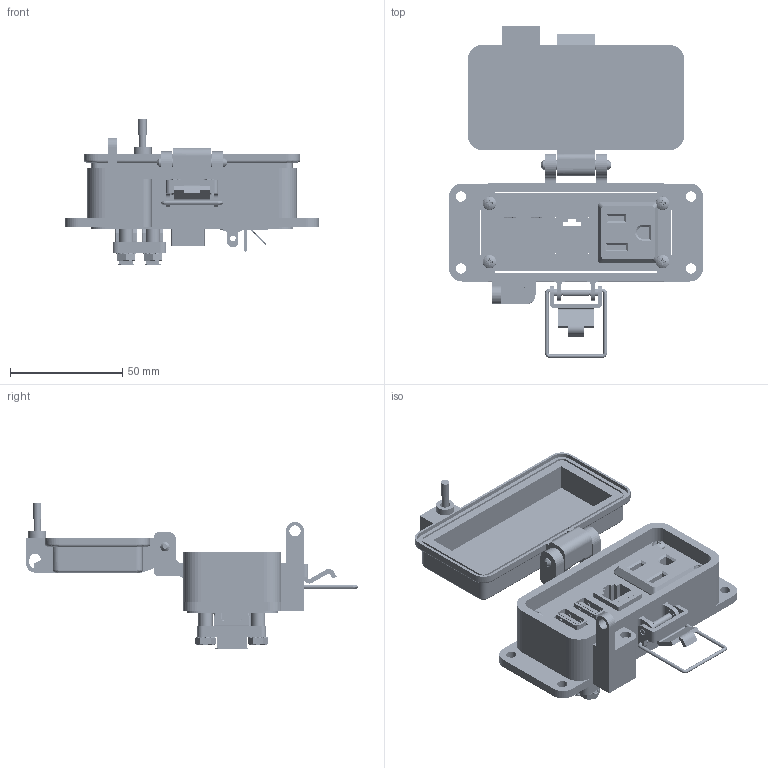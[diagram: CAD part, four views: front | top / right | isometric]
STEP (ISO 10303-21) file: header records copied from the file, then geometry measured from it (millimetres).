
FILE_DESCRIPTION (( 'STEP AP203' ), '1' );
FILE_NAME ('P-P22#2R2-F2R0_3D.STEP', '2019-09-17T17:37:14', ( '' ), ( '' ), 'SwSTEP 2.0', 'SolidWorks 2019', '' );
FILE_SCHEMA (( 'CONFIG_CONTROL_DESIGN' ));
Length unit declared in the file: millimetre
Products named in the file (19): P22; R; Z-H-F2_B; 92005A124_METRIC PAN HEAD PHILLIPS MACHINE SCREW_92005A124; P-P22#2R2-F2R0_3D; Z-300-RJ45CAT5; P-P22#2R2-F2R0_TP060_1; Z-300-USB-A-FF; 632FH_1-1_4-IN; Z-200-OTLT-R0SQ; Z-001-SPR_3_4; P-P22#2R2-F2R0_FP060_1; P-P22#2R2-F2R0_TP180_2; -F2; Z-002-632516HN_90675A007; Z-000-4243316TFP; R2; P-P22#2R2-F2R0_BP180_1
Assembly tree (31 placements, depth 3):
  P-P22#2R2-F2R0_3D
    P-P22#2R2-F2R0_BP180_1
    P-P22#2R2-F2R0_TP060_1
    Z-000-4243316TFP
    P22
      Z-300-USB-A-FF
    P22
      Z-300-USB-A-FF
    P-P22#2R2-F2R0_TP180_2
    632FH_1-1_4-IN  x4
    Z-002-632516HN_90675A007  x4
    Z-001-SPR_3_4  x4
    P-P22#2R2-F2R0_FP060_1
    R2
      Z-300-RJ45CAT5
    R
      Z-200-OTLT-R0SQ
    -F2
      Z-H-F2_B
    92005A124_METRIC PAN HEAD PHILLIPS MACHINE SCREW_92005A124  x4
Bounding box: 113 x 147.61 x 64.54 mm (x, y, z)
Volume: 105039.4 mm3; surface area: 87993.5 mm2
Topology: 35 solids, 35 shells, 3750 faces, 10563 edges, 6944 vertices
Faces by surface type: cylinder 1667, plane 1469, bspline 332, cone 218, sphere 40, torus 24
Entity records: 81487 total; most frequent: CARTESIAN_POINT 30943, ORIENTED_EDGE 11116, DIRECTION 8540, EDGE_CURVE 5558, VERTEX_POINT 3665, LINE 3430, VECTOR 3430, AXIS2_PLACEMENT_3D 2555
